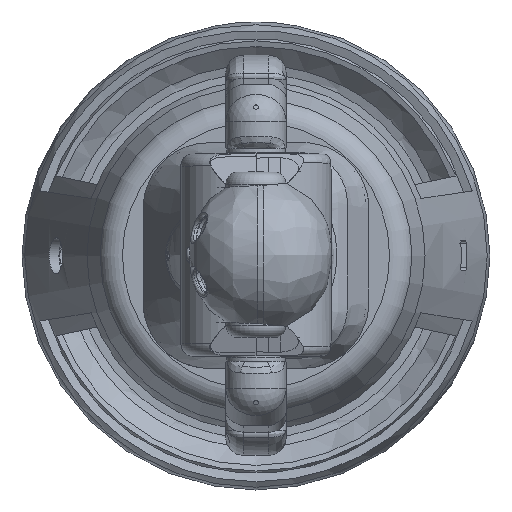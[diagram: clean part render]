
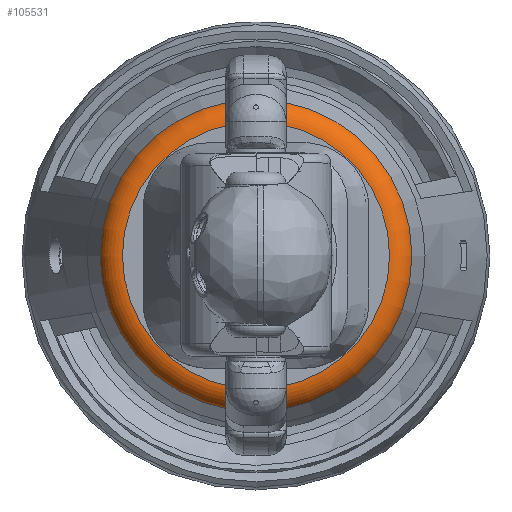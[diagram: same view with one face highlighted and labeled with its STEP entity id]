
A CAD part, top view. The second image highlights one B-rep face of the part: STEP entity #105531.
In plain terms, the highlighted toroidal (fillet/blend) face has major radius 44.404 mm and minor radius 8 mm.
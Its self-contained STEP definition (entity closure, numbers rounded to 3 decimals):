
#6872=TOROIDAL_SURFACE('',#111926,44.404,8.);
#11082=FACE_OUTER_BOUND('',#17164,.T.);
#17164=EDGE_LOOP('',(#72605,#72606,#72607,#72608));
#43392=CIRCLE('',#111927,44.404);
#43393=CIRCLE('',#111928,8.);
#43394=CIRCLE('',#111929,51.82);
#45730=VERTEX_POINT('',#143891);
#45731=VERTEX_POINT('',#143893);
#56384=EDGE_CURVE('',#45730,#45730,#43392,.T.);
#56385=EDGE_CURVE('',#45730,#45731,#43393,.T.);
#56386=EDGE_CURVE('',#45731,#45731,#43394,.T.);
#72605=ORIENTED_EDGE('',*,*,#56384,.T.);
#72606=ORIENTED_EDGE('',*,*,#56385,.T.);
#72607=ORIENTED_EDGE('',*,*,#56386,.F.);
#72608=ORIENTED_EDGE('',*,*,#56385,.F.);
#105531=ADVANCED_FACE('',(#11082),#6872,.T.);
#111926=AXIS2_PLACEMENT_3D('',#143890,#119420,#119421);
#111927=AXIS2_PLACEMENT_3D('',#143892,#119422,#119423);
#111928=AXIS2_PLACEMENT_3D('',#143894,#119424,#119425);
#111929=AXIS2_PLACEMENT_3D('',#143895,#119426,#119427);
#119420=DIRECTION('center_axis',(0.,0.,1.));
#119421=DIRECTION('ref_axis',(0.,1.,0.));
#119422=DIRECTION('center_axis',(0.,0.,-1.));
#119423=DIRECTION('ref_axis',(0.,1.,0.));
#119424=DIRECTION('center_axis',(1.,0.,0.));
#119425=DIRECTION('ref_axis',(0.,-1.,0.));
#119426=DIRECTION('center_axis',(0.,0.,-1.));
#119427=DIRECTION('ref_axis',(1.,0.,0.));
#143890=CARTESIAN_POINT('Origin',(0.,0.,92.));
#143891=CARTESIAN_POINT('',(0.,-44.404,100.));
#143892=CARTESIAN_POINT('Origin',(0.,0.,100.));
#143893=CARTESIAN_POINT('',(0.,-51.82,95.));
#143894=CARTESIAN_POINT('Origin',(0.,-44.404,
92.));
#143895=CARTESIAN_POINT('Origin',(0.,0.,95.));
